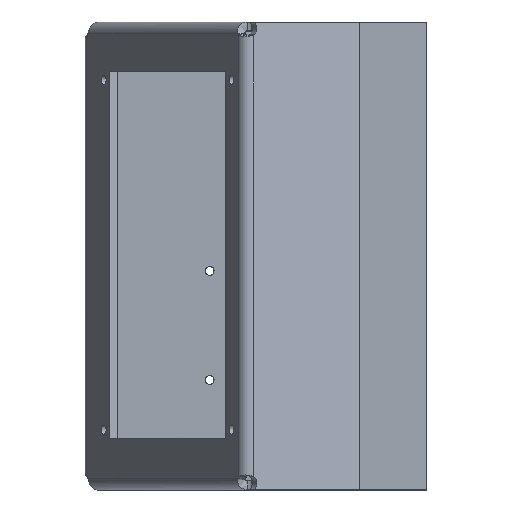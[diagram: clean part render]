
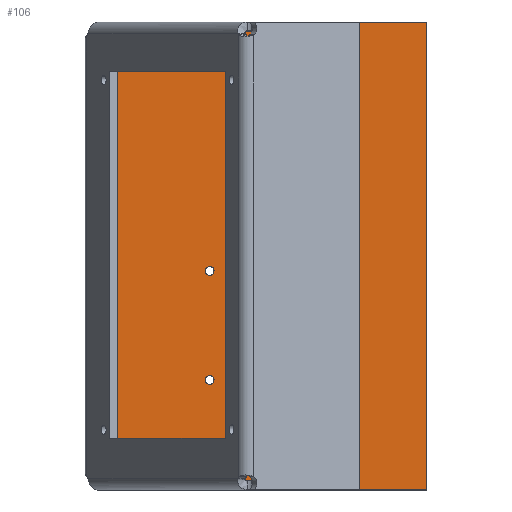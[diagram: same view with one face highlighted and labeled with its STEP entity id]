
A CAD part, top view. The second image highlights one B-rep face of the part: STEP entity #106.
In plain terms, the highlighted planar face has unit normal (0, 0, 1).
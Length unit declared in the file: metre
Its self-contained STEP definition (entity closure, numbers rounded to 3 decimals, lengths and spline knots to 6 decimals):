
#106 = ADVANCED_FACE( '', ( #271, #272, #273, #274, #275, #276, #277, #278, #279 ), #280, .T. );
#271 = FACE_BOUND( '', #555, .T. );
#272 = FACE_BOUND( '', #556, .T. );
#273 = FACE_BOUND( '', #557, .T. );
#274 = FACE_BOUND( '', #558, .T. );
#275 = FACE_BOUND( '', #559, .T. );
#276 = FACE_BOUND( '', #560, .T. );
#277 = FACE_BOUND( '', #561, .T. );
#278 = FACE_BOUND( '', #562, .T. );
#279 = FACE_OUTER_BOUND( '', #563, .T. );
#280 = PLANE( '', #564 );
#555 = EDGE_LOOP( '', ( #1032 ) );
#556 = EDGE_LOOP( '', ( #1033 ) );
#557 = EDGE_LOOP( '', ( #1034 ) );
#558 = EDGE_LOOP( '', ( #1035 ) );
#559 = EDGE_LOOP( '', ( #1036 ) );
#560 = EDGE_LOOP( '', ( #1037 ) );
#561 = EDGE_LOOP( '', ( #1038 ) );
#562 = EDGE_LOOP( '', ( #1039 ) );
#563 = EDGE_LOOP( '', ( #1040, #1041, #1042, #1043, #1044, #1045 ) );
#564 = AXIS2_PLACEMENT_3D( '', #1046, #1047, #1048 );
#1032 = ORIENTED_EDGE( '', *, *, #1593, .F. );
#1033 = ORIENTED_EDGE( '', *, *, #1594, .F. );
#1034 = ORIENTED_EDGE( '', *, *, #1595, .F. );
#1035 = ORIENTED_EDGE( '', *, *, #1596, .F. );
#1036 = ORIENTED_EDGE( '', *, *, #1597, .F. );
#1037 = ORIENTED_EDGE( '', *, *, #1598, .F. );
#1038 = ORIENTED_EDGE( '', *, *, #1599, .F. );
#1039 = ORIENTED_EDGE( '', *, *, #1600, .F. );
#1040 = ORIENTED_EDGE( '', *, *, #1601, .T. );
#1041 = ORIENTED_EDGE( '', *, *, #1602, .T. );
#1042 = ORIENTED_EDGE( '', *, *, #1603, .F. );
#1043 = ORIENTED_EDGE( '', *, *, #1573, .F. );
#1044 = ORIENTED_EDGE( '', *, *, #1604, .T. );
#1045 = ORIENTED_EDGE( '', *, *, #1605, .T. );
#1046 = CARTESIAN_POINT( '', ( 0., 0., 0.004 ) );
#1047 = DIRECTION( '', ( 0., 0., 1. ) );
#1048 = DIRECTION( '', ( 1., 0., 0. ) );
#1573 = EDGE_CURVE( '', #1806, #1809, #1810, .T. );
#1593 = EDGE_CURVE( '', #1843, #1843, #1844, .T. );
#1594 = EDGE_CURVE( '', #1845, #1845, #1846, .T. );
#1595 = EDGE_CURVE( '', #1847, #1847, #1848, .T. );
#1596 = EDGE_CURVE( '', #1849, #1849, #1850, .T. );
#1597 = EDGE_CURVE( '', #1851, #1851, #1852, .T. );
#1598 = EDGE_CURVE( '', #1853, #1853, #1854, .T. );
#1599 = EDGE_CURVE( '', #1855, #1855, #1856, .T. );
#1600 = EDGE_CURVE( '', #1857, #1857, #1858, .T. );
#1601 = EDGE_CURVE( '', #1859, #1860, #1861, .T. );
#1602 = EDGE_CURVE( '', #1860, #1862, #1863, .F. );
#1603 = EDGE_CURVE( '', #1809, #1862, #1864, .T. );
#1604 = EDGE_CURVE( '', #1806, #1865, #1866, .T. );
#1605 = EDGE_CURVE( '', #1865, #1859, #1867, .F. );
#1806 = VERTEX_POINT( '', #2144 );
#1809 = VERTEX_POINT( '', #2148 );
#1810 = LINE( '', #2149, #2150 );
#1843 = VERTEX_POINT( '', #2215 );
#1844 = CIRCLE( '', #2216, 0.002 );
#1845 = VERTEX_POINT( '', #2217 );
#1846 = CIRCLE( '', #2218, 0.002 );
#1847 = VERTEX_POINT( '', #2219 );
#1848 = CIRCLE( '', #2220, 0.002 );
#1849 = VERTEX_POINT( '', #2221 );
#1850 = CIRCLE( '', #2222, 0.002 );
#1851 = VERTEX_POINT( '', #2223 );
#1852 = CIRCLE( '', #2224, 0.002 );
#1853 = VERTEX_POINT( '', #2225 );
#1854 = CIRCLE( '', #2226, 0.002 );
#1855 = VERTEX_POINT( '', #2227 );
#1856 = CIRCLE( '', #2228, 0.002 );
#1857 = VERTEX_POINT( '', #2229 );
#1858 = CIRCLE( '', #2230, 0.002 );
#1859 = VERTEX_POINT( '', #2231 );
#1860 = VERTEX_POINT( '', #2232 );
#1861 = LINE( '', #2233, #2234 );
#1862 = VERTEX_POINT( '', #2235 );
#1863 = CIRCLE( '', #2236, 0.004398 );
#1864 = LINE( '', #2237, #2238 );
#1865 = VERTEX_POINT( '', #2239 );
#1866 = LINE( '', #2240, #2241 );
#1867 = CIRCLE( '', #2242, 0.004398 );
#2144 = CARTESIAN_POINT( '', ( 0.075, 0.105, 0.004 ) );
#2148 = CARTESIAN_POINT( '', ( 0.075, -0.105, 0.004 ) );
#2149 = CARTESIAN_POINT( '', ( 0.075, 0., 0.004 ) );
#2150 = VECTOR( '', #2789, 1. );
#2215 = CARTESIAN_POINT( '', ( -0.006553, 0.024515, 0.004 ) );
#2216 = AXIS2_PLACEMENT_3D( '', #2811, #2812, #2813 );
#2217 = CARTESIAN_POINT( '', ( 0.037524, -0.055574, 0.004 ) );
#2218 = AXIS2_PLACEMENT_3D( '', #2814, #2815, #2816 );
#2219 = CARTESIAN_POINT( '', ( 0.037524, -0.006574, 0.004 ) );
#2220 = AXIS2_PLACEMENT_3D( '', #2817, #2818, #2819 );
#2221 = CARTESIAN_POINT( '', ( -0.020476, -0.006574, 0.004 ) );
#2222 = AXIS2_PLACEMENT_3D( '', #2820, #2821, #2822 );
#2223 = CARTESIAN_POINT( '', ( -0.010553, 0.087515, 0.004 ) );
#2224 = AXIS2_PLACEMENT_3D( '', #2823, #2824, #2825 );
#2225 = CARTESIAN_POINT( '', ( 0.031447, 0.087515, 0.004 ) );
#2226 = AXIS2_PLACEMENT_3D( '', #2826, #2827, #2828 );
#2227 = CARTESIAN_POINT( '', ( 0.021447, 0.024515, 0.004 ) );
#2228 = AXIS2_PLACEMENT_3D( '', #2829, #2830, #2831 );
#2229 = CARTESIAN_POINT( '', ( -0.020476, -0.055574, 0.004 ) );
#2230 = AXIS2_PLACEMENT_3D( '', #2832, #2833, #2834 );
#2231 = CARTESIAN_POINT( '', ( -0.073268, 0.098921, 0.004 ) );
#2232 = CARTESIAN_POINT( '', ( -0.073268, -0.098921, 0.004 ) );
#2233 = CARTESIAN_POINT( '', ( -0.073268, 0., 0.004 ) );
#2234 = VECTOR( '', #2835, 1. );
#2235 = CARTESIAN_POINT( '', ( -0.072809, -0.105, 0.004 ) );
#2236 = AXIS2_PLACEMENT_3D( '', #2836, #2837, #2838 );
#2237 = CARTESIAN_POINT( '', ( 0., -0.105, 0.004 ) );
#2238 = VECTOR( '', #2839, 1. );
#2239 = CARTESIAN_POINT( '', ( -0.072809, 0.105, 0.004 ) );
#2240 = CARTESIAN_POINT( '', ( 0., 0.105, 0.004 ) );
#2241 = VECTOR( '', #2840, 1. );
#2242 = AXIS2_PLACEMENT_3D( '', #2841, #2842, #2843 );
#2789 = DIRECTION( '', ( 0., -1., 0. ) );
#2811 = CARTESIAN_POINT( '', ( -0.008553, 0.024515, 0.004 ) );
#2812 = DIRECTION( '', ( 0., 0., 1. ) );
#2813 = DIRECTION( '', ( 1., 0., 0. ) );
#2814 = CARTESIAN_POINT( '', ( 0.035524, -0.055574, 0.004 ) );
#2815 = DIRECTION( '', ( 0., 0., 1. ) );
#2816 = DIRECTION( '', ( 1., 0., 0. ) );
#2817 = CARTESIAN_POINT( '', ( 0.035524, -0.006574, 0.004 ) );
#2818 = DIRECTION( '', ( 0., 0., 1. ) );
#2819 = DIRECTION( '', ( 1., 0., 0. ) );
#2820 = CARTESIAN_POINT( '', ( -0.022476, -0.006574, 0.004 ) );
#2821 = DIRECTION( '', ( 0., 0., 1. ) );
#2822 = DIRECTION( '', ( 1., 0., 0. ) );
#2823 = CARTESIAN_POINT( '', ( -0.012553, 0.087515, 0.004 ) );
#2824 = DIRECTION( '', ( 0., 0., 1. ) );
#2825 = DIRECTION( '', ( 1., 0., 0. ) );
#2826 = CARTESIAN_POINT( '', ( 0.029447, 0.087515, 0.004 ) );
#2827 = DIRECTION( '', ( 0., 0., 1. ) );
#2828 = DIRECTION( '', ( 1., 0., 0. ) );
#2829 = CARTESIAN_POINT( '', ( 0.019447, 0.024515, 0.004 ) );
#2830 = DIRECTION( '', ( 0., 0., 1. ) );
#2831 = DIRECTION( '', ( 1., 0., 0. ) );
#2832 = CARTESIAN_POINT( '', ( -0.022476, -0.055574, 0.004 ) );
#2833 = DIRECTION( '', ( 0., 0., 1. ) );
#2834 = DIRECTION( '', ( 1., 0., 0. ) );
#2835 = DIRECTION( '', ( 0., -1., 0. ) );
#2836 = CARTESIAN_POINT( '', ( -0.0762, -0.102199, 0.004 ) );
#2837 = DIRECTION( '', ( 0., 0., 1. ) );
#2838 = DIRECTION( '', ( 1., 0., 0. ) );
#2839 = DIRECTION( '', ( -1., 0., 0. ) );
#2840 = DIRECTION( '', ( -1., 0., 0. ) );
#2841 = CARTESIAN_POINT( '', ( -0.0762, 0.102199, 0.004 ) );
#2842 = DIRECTION( '', ( 0., 0., 1. ) );
#2843 = DIRECTION( '', ( 1., 0., 0. ) );
